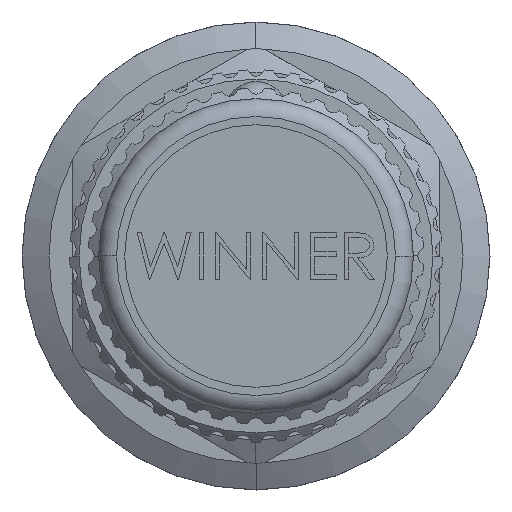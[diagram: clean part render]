
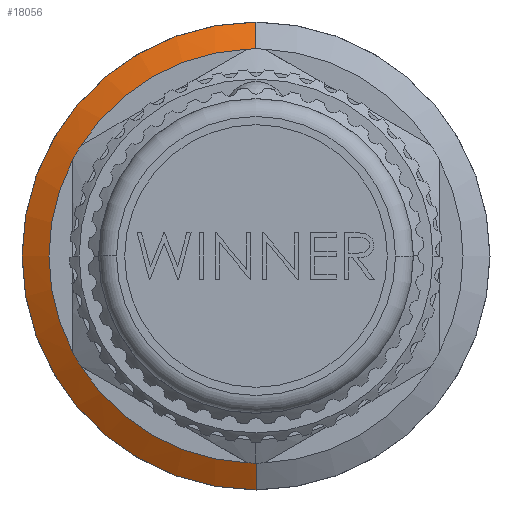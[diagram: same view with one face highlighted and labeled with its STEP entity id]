
A CAD part, left-side view. The second image highlights one B-rep face of the part: STEP entity #18056.
In plain terms, the highlighted conical face has half-angle 60 degrees and reference radius 20.22 mm.
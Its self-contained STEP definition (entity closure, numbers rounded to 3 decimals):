
#64 = DIRECTION ( 'NONE',  ( 0., 0., -1. ) ) ;
#115 = EDGE_CURVE ( 'NONE', #8947, #8856, #22485, .T. ) ;
#946 = DIRECTION ( 'NONE',  ( 0., 0., -1. ) ) ;
#1170 = DIRECTION ( 'NONE',  ( 0., 0., -1. ) ) ;
#1791 = CARTESIAN_POINT ( 'NONE',  ( 36.05, 0., 0. ) ) ;
#1882 = DIRECTION ( 'NONE',  ( 0., 0., -1. ) ) ;
#2128 = VERTEX_POINT ( 'NONE', #7104 ) ;
#2295 = CARTESIAN_POINT ( 'NONE',  ( 36.05, 15.129, 9.568 ) ) ;
#4005 = CARTESIAN_POINT ( 'NONE',  ( 37.389, 0., -20.22 ) ) ;
#4114 = CIRCLE ( 'NONE', #8020, 17.9 ) ;
#4118 = ORIENTED_EDGE ( 'NONE', *, *, #22806, .T. ) ;
#4122 = CARTESIAN_POINT ( 'NONE',  ( 37.389, 0., -20.22 ) ) ;
#4965 = VERTEX_POINT ( 'NONE', #2295 ) ;
#5270 = ORIENTED_EDGE ( 'NONE', *, *, #16006, .T. ) ;
#5684 = ORIENTED_EDGE ( 'NONE', *, *, #115, .T. ) ;
#6006 = ORIENTED_EDGE ( 'NONE', *, *, #20310, .T. ) ;
#6085 = ORIENTED_EDGE ( 'NONE', *, *, #18269, .T. ) ;
#6245 = CARTESIAN_POINT ( 'NONE',  ( 36.05, 0., 0. ) ) ;
#6872 = DIRECTION ( 'NONE',  ( 0., 0., -1. ) ) ;
#7104 = CARTESIAN_POINT ( 'NONE',  ( 36.05, 15.129, -9.568 ) ) ;
#7133 = CARTESIAN_POINT ( 'NONE',  ( 36.05, 0., 0. ) ) ;
#7823 = VECTOR ( 'NONE', #22004, 1000. ) ;
#8020 = AXIS2_PLACEMENT_3D ( 'NONE', #22081, #28776, #26558 ) ;
#8126 = ORIENTED_EDGE ( 'NONE', *, *, #15679, .T. ) ;
#8344 = VECTOR ( 'NONE', #14044, 1000. ) ;
#8573 = DIRECTION ( 'NONE',  ( 1., 0., 0. ) ) ;
#8690 = LINE ( 'NONE', #21186, #8344 ) ;
#8742 = AXIS2_PLACEMENT_3D ( 'NONE', #7133, #13969, #16243 ) ;
#8775 = DIRECTION ( 'NONE',  ( 1., 0., 0. ) ) ;
#8856 = VERTEX_POINT ( 'NONE', #26011 ) ;
#8892 = ORIENTED_EDGE ( 'NONE', *, *, #19595, .F. ) ;
#8912 = EDGE_CURVE ( 'NONE', #22294, #12384, #19889, .T. ) ;
#8947 = VERTEX_POINT ( 'NONE', #12896 ) ;
#9274 = VERTEX_POINT ( 'NONE', #22358 ) ;
#9899 = CARTESIAN_POINT ( 'NONE',  ( 37.389, 0., 0. ) ) ;
#10051 = FACE_OUTER_BOUND ( 'NONE', #12038, .T. ) ;
#11197 = AXIS2_PLACEMENT_3D ( 'NONE', #26284, #17475, #26566 ) ;
#11389 = CARTESIAN_POINT ( 'NONE',  ( 36.05, 0., 0. ) ) ;
#11707 = AXIS2_PLACEMENT_3D ( 'NONE', #9899, #21317, #946 ) ;
#12038 = EDGE_LOOP ( 'NONE', ( #6006, #5270, #8892, #23787, #25298, #27873, #4118, #5684, #6085, #8126 ) ) ;
#12166 = CARTESIAN_POINT ( 'NONE',  ( 37.389, 0., 20.22 ) ) ;
#12384 = VERTEX_POINT ( 'NONE', #4005 ) ;
#12715 = VERTEX_POINT ( 'NONE', #23440 ) ;
#12831 = CIRCLE ( 'NONE', #8742, 17.9 ) ;
#12896 = CARTESIAN_POINT ( 'NONE',  ( 36.05, 15.85, -8.318 ) ) ;
#13513 = CIRCLE ( 'NONE', #11707, 20.22 ) ;
#13663 = DIRECTION ( 'NONE',  ( 1., 0., 0. ) ) ;
#13969 = DIRECTION ( 'NONE',  ( 1., 0., 0. ) ) ;
#14044 = DIRECTION ( 'NONE',  ( 0.5, 0., 0.866 ) ) ;
#15092 = AXIS2_PLACEMENT_3D ( 'NONE', #6245, #8573, #24399 ) ;
#15285 = CIRCLE ( 'NONE', #28624, 17.9 ) ;
#15679 = EDGE_CURVE ( 'NONE', #4965, #9274, #4114, .T. ) ;
#15894 = VERTEX_POINT ( 'NONE', #23355 ) ;
#16006 = EDGE_CURVE ( 'NONE', #15894, #18769, #8690, .T. ) ;
#16243 = DIRECTION ( 'NONE',  ( 0., 0., -1. ) ) ;
#17475 = DIRECTION ( 'NONE',  ( 1., 0., 0. ) ) ;
#18056 = ADVANCED_FACE ( 'NONE', ( #10051 ), #25291, .T. ) ;
#18269 = EDGE_CURVE ( 'NONE', #8856, #4965, #18912, .T. ) ;
#18769 = VERTEX_POINT ( 'NONE', #12166 ) ;
#18912 = CIRCLE ( 'NONE', #15092, 17.9 ) ;
#19350 = CARTESIAN_POINT ( 'NONE',  ( 37.389, 0., 0. ) ) ;
#19595 = EDGE_CURVE ( 'NONE', #12384, #18769, #13513, .T. ) ;
#19889 = LINE ( 'NONE', #4122, #7823 ) ;
#20310 = EDGE_CURVE ( 'NONE', #9274, #15894, #15285, .T. ) ;
#21186 = CARTESIAN_POINT ( 'NONE',  ( 37.389, 0., 20.22 ) ) ;
#21317 = DIRECTION ( 'NONE',  ( 1., 0., 0. ) ) ;
#22004 = DIRECTION ( 'NONE',  ( 0.5, 0., -0.866 ) ) ;
#22081 = CARTESIAN_POINT ( 'NONE',  ( 36.05, 0., 0. ) ) ;
#22294 = VERTEX_POINT ( 'NONE', #25497 ) ;
#22358 = CARTESIAN_POINT ( 'NONE',  ( 36.05, 0.721, 17.885 ) ) ;
#22485 = CIRCLE ( 'NONE', #26281, 17.9 ) ;
#22806 = EDGE_CURVE ( 'NONE', #2128, #8947, #12831, .T. ) ;
#23355 = CARTESIAN_POINT ( 'NONE',  ( 36.05, 0., 17.9 ) ) ;
#23440 = CARTESIAN_POINT ( 'NONE',  ( 36.05, 0.721, -17.885 ) ) ;
#23467 = EDGE_CURVE ( 'NONE', #22294, #12715, #24523, .T. ) ;
#23787 = ORIENTED_EDGE ( 'NONE', *, *, #8912, .F. ) ;
#24399 = DIRECTION ( 'NONE',  ( 0., 0., -1. ) ) ;
#24523 = CIRCLE ( 'NONE', #11197, 17.9 ) ;
#24755 = AXIS2_PLACEMENT_3D ( 'NONE', #19350, #28177, #1170 ) ;
#25291 = CONICAL_SURFACE ( 'NONE', #24755, 20.22, 1.047 ) ;
#25298 = ORIENTED_EDGE ( 'NONE', *, *, #23467, .T. ) ;
#25497 = CARTESIAN_POINT ( 'NONE',  ( 36.05, 0., -17.9 ) ) ;
#26011 = CARTESIAN_POINT ( 'NONE',  ( 36.05, 15.85, 8.318 ) ) ;
#26043 = EDGE_CURVE ( 'NONE', #12715, #2128, #27255, .T. ) ;
#26281 = AXIS2_PLACEMENT_3D ( 'NONE', #27289, #27104, #6872 ) ;
#26284 = CARTESIAN_POINT ( 'NONE',  ( 36.05, 0., 0. ) ) ;
#26558 = DIRECTION ( 'NONE',  ( 0., 0., -1. ) ) ;
#26566 = DIRECTION ( 'NONE',  ( 0., 0., -1. ) ) ;
#26959 = AXIS2_PLACEMENT_3D ( 'NONE', #1791, #8775, #1882 ) ;
#27104 = DIRECTION ( 'NONE',  ( 1., 0., 0. ) ) ;
#27255 = CIRCLE ( 'NONE', #26959, 17.9 ) ;
#27289 = CARTESIAN_POINT ( 'NONE',  ( 36.05, 0., 0. ) ) ;
#27873 = ORIENTED_EDGE ( 'NONE', *, *, #26043, .T. ) ;
#28177 = DIRECTION ( 'NONE',  ( 1., 0., 0. ) ) ;
#28624 = AXIS2_PLACEMENT_3D ( 'NONE', #11389, #13663, #64 ) ;
#28776 = DIRECTION ( 'NONE',  ( 1., 0., 0. ) ) ;
